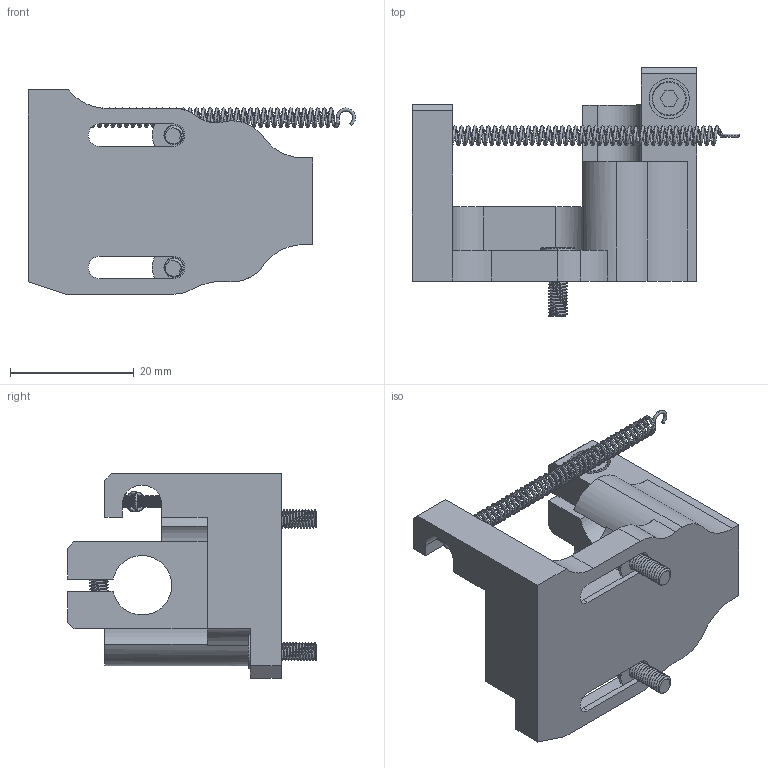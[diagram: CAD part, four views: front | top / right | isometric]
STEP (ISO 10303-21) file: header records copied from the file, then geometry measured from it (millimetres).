
FILE_DESCRIPTION (( 'STEP AP214' ), '1' );
FILE_NAME ('21898-E0W.STEP', '2011-01-28T18:55:33', ( 'User' ), ( 'Thorlabs' ), 'SwSTEP 2.0', 'SolidWorks 2009', '' );
FILE_SCHEMA (( 'AUTOMOTIVE_DESIGN' ));
Length unit declared in the file: millimetre
Products named in the file (1): 21898-E0W
Bounding box: 52.9 x 40.14 x 33 mm (x, y, z)
Volume: 14555.8 mm3; surface area: 8476.6 mm2
Topology: 10 solids, 10 shells, 524 faces, 1264 edges, 760 vertices
Faces by surface type: cylinder 261, cone 120, plane 101, torus 30, bspline 12
Entity records: 34516 total; most frequent: CARTESIAN_POINT 17194, ORIENTED_EDGE 2512, DIRECTION 2275, EDGE_CURVE 1256, AXIS2_PLACEMENT_3D 856, VERTEX_POINT 760, VECTOR 563, LINE 563
